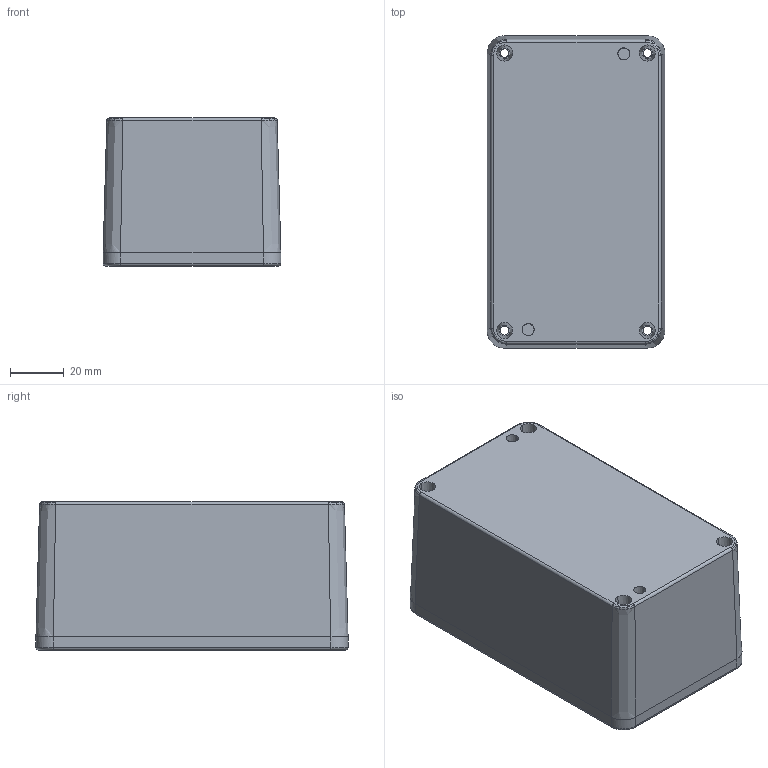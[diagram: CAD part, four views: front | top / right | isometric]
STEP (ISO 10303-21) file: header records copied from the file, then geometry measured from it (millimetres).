
FILE_DESCRIPTION (( 'STEP AP203' ), '1' );
FILE_NAME ('G111.STEP', '2014-11-20T03:47:08', ( 'AsusUser' ), ( '' ), 'SwSTEP 2.0', 'SolidWorks 2014', '' );
FILE_SCHEMA (( 'CONFIG_CONTROL_DESIGN' ));
Products named in the file (3): G111-BASE; G111-COVER; G111
Assembly tree (2 placements, depth 2):
  G111
    G111-BASE
    G111-COVER
Bounding box: 66 x 115.88 x 55.02 mm (x, y, z)
Volume: 116578.5 mm3; surface area: 73775.1 mm2
Topology: 2 solids, 2 shells, 775 faces, 2117 edges, 1291 vertices
Faces by surface type: bspline 400, cylinder 186, plane 135, cone 54
Entity records: 34589 total; most frequent: CARTESIAN_POINT 18106, ORIENTED_EDGE 4090, DIRECTION 2536, EDGE_CURVE 2045, VERTEX_POINT 1291, AXIS2_PLACEMENT_3D 960, EDGE_LOOP 812, ADVANCED_FACE 775
